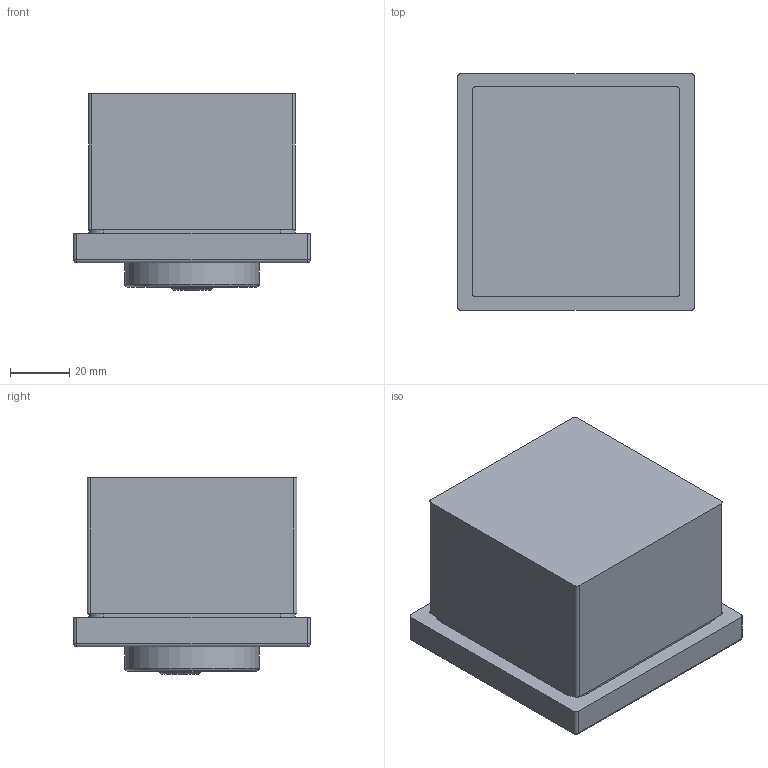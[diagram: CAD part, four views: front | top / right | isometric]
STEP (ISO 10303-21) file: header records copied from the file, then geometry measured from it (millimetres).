
FILE_DESCRIPTION(/* description */ ('Schlüsselschalter'),/* implementation_level */ '2;1');
FILE_NAME(/* name */ 'ZEI_CAD_320720-0-REV00_#SALL_#AIN_#V1.step',/* time_stamp */ '2022-09-15T22:29:42+02:00',/* author */ ('MiniTec'),/* organization */ ('MiniTec GmbH & Co.KG'),/* preprocessor_version */ 'ST-DEVELOPER v18.1',/* originating_system */ 'Autodesk Inventor 2021',/* authorisation */ '');
FILE_SCHEMA (('CONFIG_CONTROL_DESIGN'));
Length unit declared in the file: millimetre
Products named in the file (6): leer; leer_1; leer_2; leer_3; leer_4; leer_5
Assembly tree (5 placements, depth 2):
  leer
    leer_1
    leer_2
    leer_3
    leer_4
    leer_5
Bounding box: 80 x 80 x 66.55 mm (x, y, z)
Volume: 121797.8 mm3; surface area: 83687.2 mm2
Topology: 5 solids, 5 shells, 112 faces, 263 edges, 163 vertices
Faces by surface type: plane 56, cylinder 42, torus 5, sphere 4, bspline 4, cone 1
Full cylindrical faces by diameter (mm): 14 x1, 45.6 x1
Entity records: 3457 total; most frequent: DIRECTION 593, CARTESIAN_POINT 577, ORIENTED_EDGE 518, EDGE_CURVE 259, AXIS2_PLACEMENT_3D 215, LINE 163, VECTOR 163, VERTEX_POINT 163
